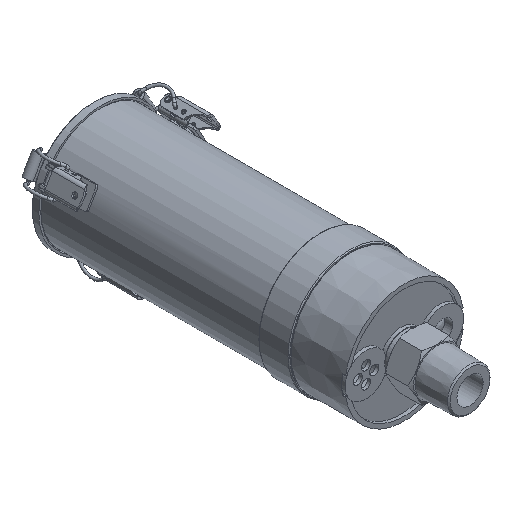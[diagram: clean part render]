
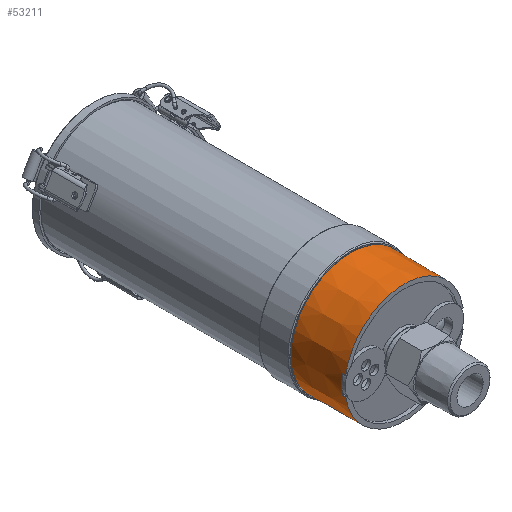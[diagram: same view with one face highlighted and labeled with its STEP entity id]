
A CAD part, isometric view. The second image highlights one B-rep face of the part: STEP entity #53211.
In plain terms, the highlighted conical face has half-angle 0.25 degrees and reference radius 45.45 mm.
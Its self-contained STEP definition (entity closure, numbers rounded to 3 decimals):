
#311 = VERTEX_POINT ( 'NONE', #28736 ) ;
#845 = CARTESIAN_POINT ( 'NONE',  ( 44.698, 26.308, 7.218 ) ) ;
#1005 = CARTESIAN_POINT ( 'NONE',  ( -44.712, 27.141, 7.154 ) ) ;
#1194 = EDGE_CURVE ( 'NONE', #3460, #19676, #28291, .T. ) ;
#1905 = DIRECTION ( 'NONE',  ( 0., 1., 0. ) ) ;
#2321 = VERTEX_POINT ( 'NONE', #11536 ) ;
#2989 = DIRECTION ( 'NONE',  ( 0., 0., 1. ) ) ;
#3193 = ORIENTED_EDGE ( 'NONE', *, *, #31977, .F. ) ;
#3460 = VERTEX_POINT ( 'NONE', #30764 ) ;
#3945 = VERTEX_POINT ( 'NONE', #37115 ) ;
#5244 = CARTESIAN_POINT ( 'NONE',  ( 44.718, 27.5, 7.126 ) ) ;
#5377 = CARTESIAN_POINT ( 'NONE',  ( 0., 27.5, 0. ) ) ;
#6161 = AXIS2_PLACEMENT_3D ( 'NONE', #30643, #46875, #34876 ) ;
#6638 = DIRECTION ( 'NONE',  ( 0., 0., 1. ) ) ;
#7416 = ORIENTED_EDGE ( 'NONE', *, *, #13485, .T. ) ;
#8140 = AXIS2_PLACEMENT_3D ( 'NONE', #45548, #50837, #2989 ) ;
#8783 = CARTESIAN_POINT ( 'NONE',  ( 0., 65.9, 0. ) ) ;
#9999 = CARTESIAN_POINT ( 'NONE',  ( 44.676, 25., 7.317 ) ) ;
#10402 = AXIS2_PLACEMENT_3D ( 'NONE', #32936, #1905, #6638 ) ;
#11536 = CARTESIAN_POINT ( 'NONE',  ( -44.718, 27.5, -7.126 ) ) ;
#12403 = EDGE_CURVE ( 'NONE', #3945, #16444, #49257, .T. ) ;
#13074 = CARTESIAN_POINT ( 'NONE',  ( -44.687, 25.654, -7.267 ) ) ;
#13485 = EDGE_CURVE ( 'NONE', #14305, #3460, #47098, .T. ) ;
#14305 = VERTEX_POINT ( 'NONE', #41263 ) ;
#14463 = EDGE_CURVE ( 'NONE', #3945, #311, #43498, .T. ) ;
#15434 = VERTEX_POINT ( 'NONE', #32483 ) ;
#15566 = ORIENTED_EDGE ( 'NONE', *, *, #12403, .F. ) ;
#16444 = VERTEX_POINT ( 'NONE', #5244 ) ;
#16784 = DIRECTION ( 'NONE',  ( 0., 0., 1. ) ) ;
#17186 = ORIENTED_EDGE ( 'NONE', *, *, #24452, .T. ) ;
#17336 = ORIENTED_EDGE ( 'NONE', *, *, #1194, .T. ) ;
#18135 = CARTESIAN_POINT ( 'NONE',  ( 44.715, 27.32, 7.14 ) ) ;
#18399 = CARTESIAN_POINT ( 'NONE',  ( 44.687, 25.654, 7.267 ) ) ;
#18487 = CARTESIAN_POINT ( 'NONE',  ( 44.715, 27.32, -7.14 ) ) ;
#18831 = CARTESIAN_POINT ( 'NONE',  ( -44.715, 27.32, 7.14 ) ) ;
#18959 = EDGE_CURVE ( 'NONE', #311, #15434, #34552, .T. ) ;
#19676 = VERTEX_POINT ( 'NONE', #27328 ) ;
#20323 = FACE_OUTER_BOUND ( 'NONE', #55311, .T. ) ;
#20562 = ORIENTED_EDGE ( 'NONE', *, *, #18959, .T. ) ;
#21308 = CIRCLE ( 'NONE', #33844, 45.282 ) ;
#21459 = CARTESIAN_POINT ( 'NONE',  ( -44.676, 25., -7.317 ) ) ;
#21502 = B_SPLINE_CURVE_WITH_KNOTS ( 'NONE', 3,
 ( #21459, #13074, #42782, #34620, #38339, #51152, #25375 ),
 .UNSPECIFIED., .F., .F.,
 ( 4, 3, 4 ),
 ( 0., 0.002, 0.003 ),
 .UNSPECIFIED. ) ;
#22278 = EDGE_LOOP ( 'NONE', ( #15566, #35975, #20562, #29840, #3193, #7416, #17336, #17186 ) ) ;
#22447 = DIRECTION ( 'NONE',  ( 0., 0., 1. ) ) ;
#22699 = CARTESIAN_POINT ( 'NONE',  ( 44.709, 26.961, -7.168 ) ) ;
#22727 = DIRECTION ( 'NONE',  ( 0., -1., 0. ) ) ;
#24452 = EDGE_CURVE ( 'NONE', #19676, #16444, #25935, .T. ) ;
#24917 = CARTESIAN_POINT ( 'NONE',  ( 0., 25., 0. ) ) ;
#25375 = CARTESIAN_POINT ( 'NONE',  ( -44.718, 27.5, -7.126 ) ) ;
#25445 = DIRECTION ( 'NONE',  ( 0., 1., 0. ) ) ;
#25935 = B_SPLINE_CURVE_WITH_KNOTS ( 'NONE', 3,
 ( #9999, #18399, #845, #35531, #40294, #18135, #31549 ),
 .UNSPECIFIED., .F., .F.,
 ( 4, 3, 4 ),
 ( 0., 0.002, 0.003 ),
 .UNSPECIFIED. ) ;
#26144 = CARTESIAN_POINT ( 'NONE',  ( -44.676, 25., 7.317 ) ) ;
#27328 = CARTESIAN_POINT ( 'NONE',  ( 44.676, 25., 7.317 ) ) ;
#28291 = CIRCLE ( 'NONE', #48801, 45.272 ) ;
#28736 = CARTESIAN_POINT ( 'NONE',  ( 44.676, 25., -7.317 ) ) ;
#29840 = ORIENTED_EDGE ( 'NONE', *, *, #50615, .T. ) ;
#30643 = CARTESIAN_POINT ( 'NONE',  ( 0., 65.9, 0. ) ) ;
#30764 = CARTESIAN_POINT ( 'NONE',  ( -44.676, 25., 7.317 ) ) ;
#31356 = CARTESIAN_POINT ( 'NONE',  ( 44.698, 26.308, -7.218 ) ) ;
#31549 = CARTESIAN_POINT ( 'NONE',  ( 44.718, 27.5, 7.126 ) ) ;
#31977 = EDGE_CURVE ( 'NONE', #14305, #2321, #21308, .T. ) ;
#32483 = CARTESIAN_POINT ( 'NONE',  ( -44.676, 25., -7.317 ) ) ;
#32936 = CARTESIAN_POINT ( 'NONE',  ( 0., 25., 0. ) ) ;
#33231 = FACE_BOUND ( 'NONE', #22278, .T. ) ;
#33844 = AXIS2_PLACEMENT_3D ( 'NONE', #5377, #22727, #22447 ) ;
#34552 = CIRCLE ( 'NONE', #10402, 45.272 ) ;
#34620 = CARTESIAN_POINT ( 'NONE',  ( -44.709, 26.961, -7.168 ) ) ;
#34876 = DIRECTION ( 'NONE',  ( -1., 0., 0. ) ) ;
#35531 = CARTESIAN_POINT ( 'NONE',  ( 44.709, 26.961, 7.168 ) ) ;
#35963 = CARTESIAN_POINT ( 'NONE',  ( -44.687, 25.654, 7.267 ) ) ;
#35975 = ORIENTED_EDGE ( 'NONE', *, *, #14463, .T. ) ;
#37115 = CARTESIAN_POINT ( 'NONE',  ( 44.718, 27.5, -7.126 ) ) ;
#38339 = CARTESIAN_POINT ( 'NONE',  ( -44.712, 27.141, -7.154 ) ) ;
#38428 = ORIENTED_EDGE ( 'NONE', *, *, #47300, .F. ) ;
#39626 = CARTESIAN_POINT ( 'NONE',  ( -44.718, 27.5, 7.126 ) ) ;
#40104 = CARTESIAN_POINT ( 'NONE',  ( 44.718, 27.5, -7.126 ) ) ;
#40294 = CARTESIAN_POINT ( 'NONE',  ( 44.712, 27.141, 7.154 ) ) ;
#41263 = CARTESIAN_POINT ( 'NONE',  ( -44.718, 27.5, 7.126 ) ) ;
#42782 = CARTESIAN_POINT ( 'NONE',  ( -44.698, 26.308, -7.218 ) ) ;
#43498 = B_SPLINE_CURVE_WITH_KNOTS ( 'NONE', 3,
 ( #40104, #18487, #43733, #22699, #31356, #47583, #52680 ),
 .UNSPECIFIED., .F., .F.,
 ( 4, 3, 4 ),
 ( 0., 0.001, 0.003 ),
 .UNSPECIFIED. ) ;
#43733 = CARTESIAN_POINT ( 'NONE',  ( 44.712, 27.141, -7.154 ) ) ;
#44069 = CARTESIAN_POINT ( 'NONE',  ( -44.709, 26.961, 7.168 ) ) ;
#45548 = CARTESIAN_POINT ( 'NONE',  ( 0., 27.5, 0. ) ) ;
#45785 = VERTEX_POINT ( 'NONE', #46581 ) ;
#46119 = CONICAL_SURFACE ( 'NONE', #47899, 45.45, 0.004 ) ;
#46581 = CARTESIAN_POINT ( 'NONE',  ( -45.45, 65.9, 0. ) ) ;
#46875 = DIRECTION ( 'NONE',  ( 0., 1., 0. ) ) ;
#47098 = B_SPLINE_CURVE_WITH_KNOTS ( 'NONE', 3,
 ( #39626, #18831, #1005, #44069, #53040, #35963, #26144 ),
 .UNSPECIFIED., .F., .F.,
 ( 4, 3, 4 ),
 ( 0., 0.001, 0.003 ),
 .UNSPECIFIED. ) ;
#47246 = CIRCLE ( 'NONE', #6161, 45.45 ) ;
#47300 = EDGE_CURVE ( 'NONE', #45785, #45785, #47246, .T. ) ;
#47583 = CARTESIAN_POINT ( 'NONE',  ( 44.687, 25.654, -7.267 ) ) ;
#47899 = AXIS2_PLACEMENT_3D ( 'NONE', #8783, #49739, #54274 ) ;
#48801 = AXIS2_PLACEMENT_3D ( 'NONE', #24917, #25445, #16784 ) ;
#49257 = CIRCLE ( 'NONE', #8140, 45.282 ) ;
#49739 = DIRECTION ( 'NONE',  ( 0., 1., 0. ) ) ;
#50615 = EDGE_CURVE ( 'NONE', #15434, #2321, #21502, .T. ) ;
#50837 = DIRECTION ( 'NONE',  ( 0., -1., 0. ) ) ;
#51152 = CARTESIAN_POINT ( 'NONE',  ( -44.715, 27.32, -7.14 ) ) ;
#52680 = CARTESIAN_POINT ( 'NONE',  ( 44.676, 25., -7.317 ) ) ;
#53040 = CARTESIAN_POINT ( 'NONE',  ( -44.698, 26.308, 7.218 ) ) ;
#53211 = ADVANCED_FACE ( 'NONE', ( #20323, #33231 ), #46119, .T. ) ;
#54274 = DIRECTION ( 'NONE',  ( -1., 0., 0. ) ) ;
#55311 = EDGE_LOOP ( 'NONE', ( #38428 ) ) ;
